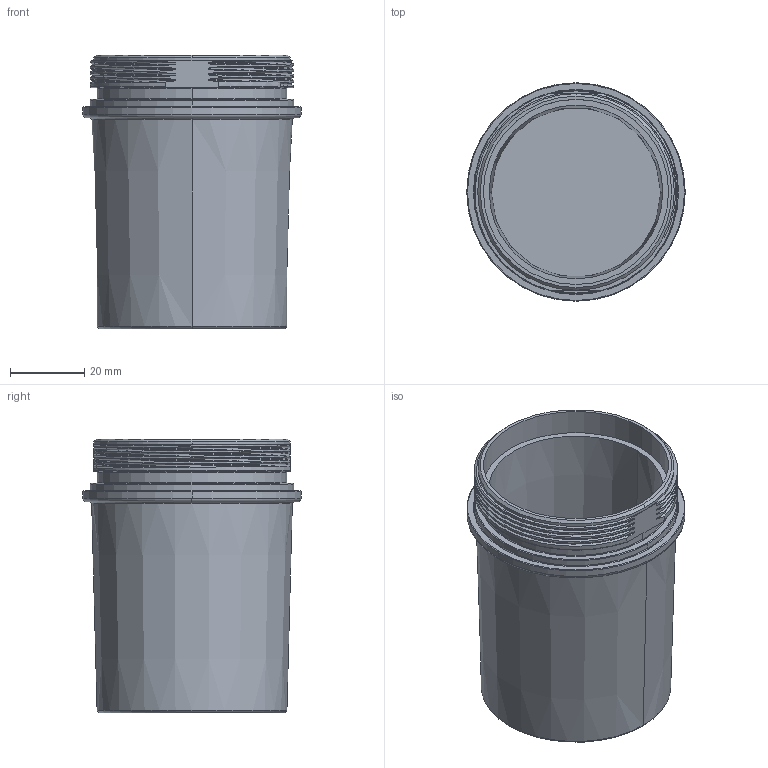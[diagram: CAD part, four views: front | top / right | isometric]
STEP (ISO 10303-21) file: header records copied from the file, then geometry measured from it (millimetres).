
FILE_DESCRIPTION((''),'2;1');
FILE_NAME('159086_SW','2012-04-16T',('banengservice'),('BANNER ENGINEERING'),'PRO/ENGINEER BY PARAMETRIC TECHNOLOGY CORPORATION, 2009141','PRO/ENGINEER BY PARAMETRIC TECHNOLOGY CORPORATION, 2009141','');
FILE_SCHEMA(('CONFIG_CONTROL_DESIGN'));
Length unit declared in the file: inch
Products named in the file (1): 159086_SW
Bounding box: 59 x 59 x 74 mm (x, y, z)
Volume: 42374.7 mm3; surface area: 29486.7 mm2
Topology: 1 solids, 1 shells, 102 faces, 251 edges, 160 vertices
Faces by surface type: bspline 32, cylinder 28, torus 18, plane 16, cone 8
Entity records: 5118 total; most frequent: CARTESIAN_POINT 2846, ORIENTED_EDGE 502, DIRECTION 397, EDGE_CURVE 251, AXIS2_PLACEMENT_3D 160, VERTEX_POINT 160, EDGE_LOOP 111, FACE_OUTER_BOUND 102
